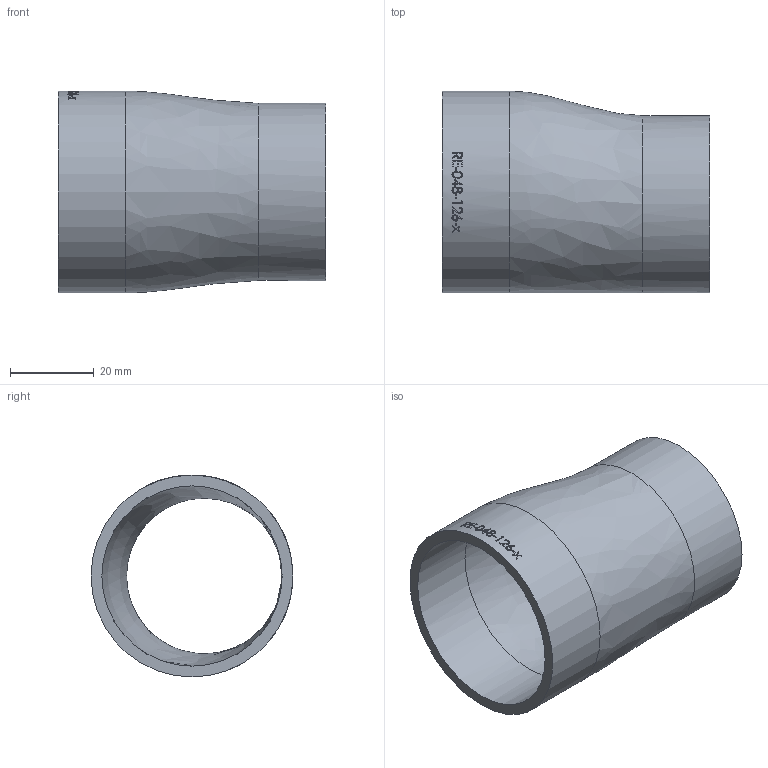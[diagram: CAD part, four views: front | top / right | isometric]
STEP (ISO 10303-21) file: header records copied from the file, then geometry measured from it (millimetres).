
FILE_DESCRIPTION (( 'STEP AP214' ), '1' );
FILE_NAME ('RE-048-126-x Reduzierung Exzenter 48,3x42,4x2,6x2,6 BL64 2101.STEP', '2021-01-04T12:37:59', ( '' ), ( '' ), 'SwSTEP 2.0', 'SolidWorks 2019', '' );
FILE_SCHEMA (( 'AUTOMOTIVE_DESIGN' ));
Length unit declared in the file: millimetre
Products named in the file (1): RE-048-126-x Reduzierung Exzenter 48,3x42,4x2,6x2,6 BL64 2101
Bounding box: 64 x 48.3 x 48.3 mm (x, y, z)
Volume: 22542.3 mm3; surface area: 17956.2 mm2
Topology: 1 solids, 1 shells, 148 faces, 387 edges, 258 vertices
Faces by surface type: bspline 67, plane 58, cylinder 23
Full cylindrical faces by diameter (mm): 37.2 x1, 42.4 x1, 43.1 x1, 48.3 x1
Entity records: 12870 total; most frequent: CARTESIAN_POINT 8359, ORIENTED_EDGE 742, DIRECTION 394, EDGE_CURVE 371, VERTEX_POINT 250, B_SPLINE_CURVE_WITH_KNOTS 210, EDGE_LOOP 173, FACE_OUTER_BOUND 153
